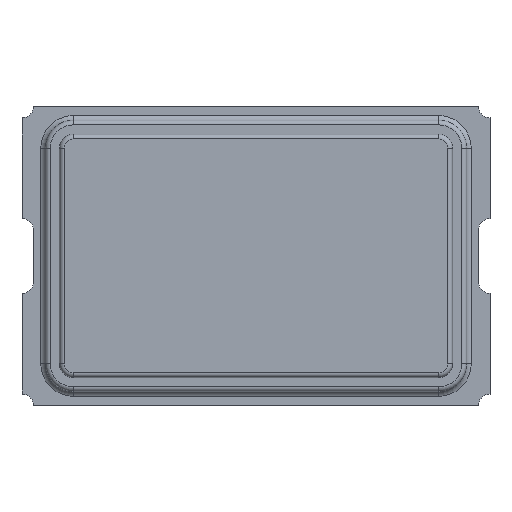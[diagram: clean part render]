
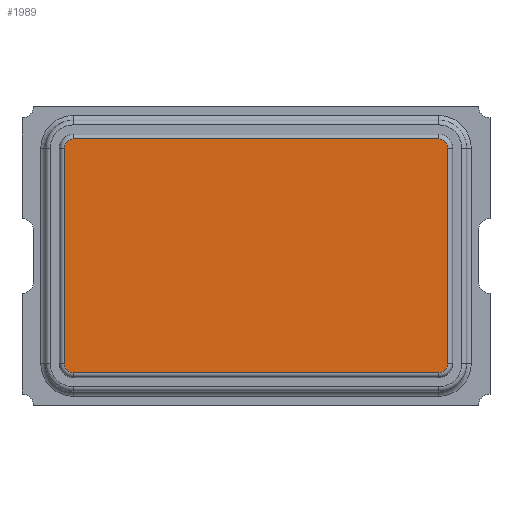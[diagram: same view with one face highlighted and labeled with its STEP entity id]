
A CAD part, top view. The second image highlights one B-rep face of the part: STEP entity #1989.
In plain terms, the highlighted planar face has unit normal (0, 0, 1).
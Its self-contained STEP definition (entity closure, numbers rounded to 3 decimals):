
#133=CIRCLE('',#2171,0.1);
#137=CIRCLE('',#2177,0.1);
#141=CIRCLE('',#2183,0.1);
#144=CIRCLE('',#2188,0.1);
#237=FACE_OUTER_BOUND('',#353,.T.);
#353=EDGE_LOOP('',(#1667,#1668,#1669,#1670,#1671,#1672,#1673,#1674));
#507=LINE('',#3203,#711);
#510=LINE('',#3218,#714);
#512=LINE('',#3230,#716);
#514=LINE('',#3242,#718);
#711=VECTOR('',#2613,10.);
#714=VECTOR('',#2630,10.);
#716=VECTOR('',#2644,10.);
#718=VECTOR('',#2658,10.);
#908=VERTEX_POINT('',#3200);
#909=VERTEX_POINT('',#3202);
#911=VERTEX_POINT('',#3208);
#913=VERTEX_POINT('',#3214);
#915=VERTEX_POINT('',#3220);
#917=VERTEX_POINT('',#3226);
#919=VERTEX_POINT('',#3232);
#921=VERTEX_POINT('',#3238);
#1156=EDGE_CURVE('',#908,#909,#507,.T.);
#1161=EDGE_CURVE('',#909,#911,#133,.T.);
#1164=EDGE_CURVE('',#911,#913,#510,.T.);
#1167=EDGE_CURVE('',#913,#915,#137,.T.);
#1170=EDGE_CURVE('',#915,#917,#512,.T.);
#1173=EDGE_CURVE('',#917,#919,#141,.T.);
#1176=EDGE_CURVE('',#919,#921,#514,.T.);
#1178=EDGE_CURVE('',#921,#908,#144,.T.);
#1667=ORIENTED_EDGE('',*,*,#1156,.F.);
#1668=ORIENTED_EDGE('',*,*,#1178,.F.);
#1669=ORIENTED_EDGE('',*,*,#1176,.F.);
#1670=ORIENTED_EDGE('',*,*,#1173,.F.);
#1671=ORIENTED_EDGE('',*,*,#1170,.F.);
#1672=ORIENTED_EDGE('',*,*,#1167,.F.);
#1673=ORIENTED_EDGE('',*,*,#1164,.F.);
#1674=ORIENTED_EDGE('',*,*,#1161,.F.);
#1881=PLANE('',#2195);
#1989=ADVANCED_FACE('',(#237),#1881,.T.);
#2171=AXIS2_PLACEMENT_3D('',#3212,#2623,#2624);
#2177=AXIS2_PLACEMENT_3D('',#3224,#2637,#2638);
#2183=AXIS2_PLACEMENT_3D('',#3236,#2651,#2652);
#2188=AXIS2_PLACEMENT_3D('',#3245,#2663,#2664);
#2195=AXIS2_PLACEMENT_3D('',#3264,#2684,#2685);
#2613=DIRECTION('',(-1.,0.,0.));
#2623=DIRECTION('center_axis',(0.,0.,-1.));
#2624=DIRECTION('ref_axis',(-0.707,-0.707,0.));
#2630=DIRECTION('',(0.,1.,0.));
#2637=DIRECTION('center_axis',(0.,0.,-1.));
#2638=DIRECTION('ref_axis',(-0.707,0.707,0.));
#2644=DIRECTION('',(1.,0.,0.));
#2651=DIRECTION('center_axis',(0.,0.,-1.));
#2652=DIRECTION('ref_axis',(0.707,0.707,0.));
#2658=DIRECTION('',(0.,-1.,0.));
#2663=DIRECTION('center_axis',(0.,0.,-1.));
#2664=DIRECTION('ref_axis',(0.707,-0.707,0.));
#2684=DIRECTION('center_axis',(0.,0.,1.));
#2685=DIRECTION('ref_axis',(1.,0.,0.));
#3200=CARTESIAN_POINT('',(1.95,-1.25,0.8));
#3202=CARTESIAN_POINT('',(-1.95,-1.25,0.8));
#3203=CARTESIAN_POINT('',(-0.975,-1.25,0.8));
#3208=CARTESIAN_POINT('',(-2.05,-1.15,0.8));
#3212=CARTESIAN_POINT('Origin',(-1.95,-1.15,0.8));
#3214=CARTESIAN_POINT('',(-2.05,1.15,0.8));
#3218=CARTESIAN_POINT('',(-2.05,0.575,0.8));
#3220=CARTESIAN_POINT('',(-1.95,1.25,0.8));
#3224=CARTESIAN_POINT('Origin',(-1.95,1.15,0.8));
#3226=CARTESIAN_POINT('',(1.95,1.25,0.8));
#3230=CARTESIAN_POINT('',(0.975,1.25,0.8));
#3232=CARTESIAN_POINT('',(2.05,1.15,0.8));
#3236=CARTESIAN_POINT('Origin',(1.95,1.15,0.8));
#3238=CARTESIAN_POINT('',(2.05,-1.15,0.8));
#3242=CARTESIAN_POINT('',(2.05,-0.575,0.8));
#3245=CARTESIAN_POINT('Origin',(1.95,-1.15,0.8));
#3264=CARTESIAN_POINT('Origin',(0.,0.,
0.8));
